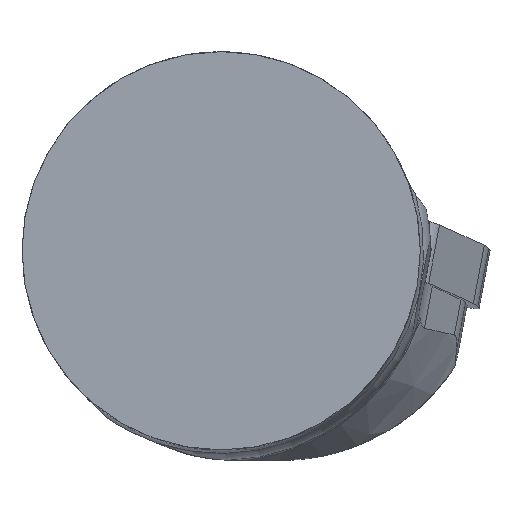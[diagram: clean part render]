
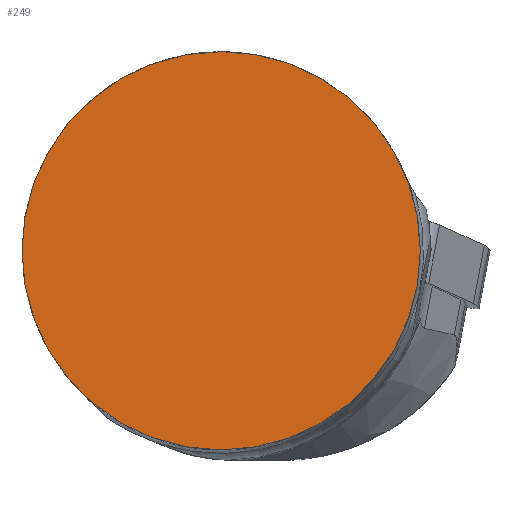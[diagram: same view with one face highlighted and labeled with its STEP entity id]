
A CAD part, top view. The second image highlights one B-rep face of the part: STEP entity #249.
In plain terms, the highlighted planar face has unit normal (0, 0, 1).
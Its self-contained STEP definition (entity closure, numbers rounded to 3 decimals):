
#249=ADVANCED_FACE('',(#390),#317,.F.);
#317=PLANE('',#1918);
#390=FACE_OUTER_BOUND('',#483,.T.);
#483=EDGE_LOOP('',(#815));
#564=CIRCLE('',#1908,20.);
#815=ORIENTED_EDGE('',*,*,#1369,.T.);
#1171=VERTEX_POINT('',#2984);
#1369=EDGE_CURVE('',#1171,#1171,#564,.T.);
#1908=AXIS2_PLACEMENT_3D('',#2983,#2222,#2223);
#1918=AXIS2_PLACEMENT_3D('',#3023,#2247,#2248);
#2222=DIRECTION('',(0.,0.,1.));
#2223=DIRECTION('',(1.,0.,0.));
#2247=DIRECTION('',(0.,0.,-1.));
#2248=DIRECTION('',(1.,0.,0.));
#2983=CARTESIAN_POINT('',(0.,0.,0.));
#2984=CARTESIAN_POINT('',(20.,0.,0.));
#3023=CARTESIAN_POINT('',(0.,0.,0.));
